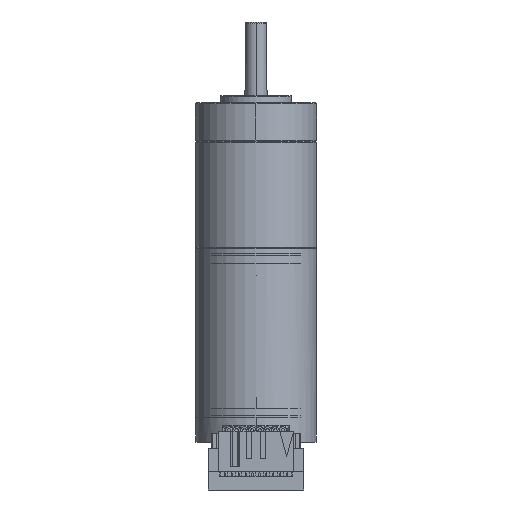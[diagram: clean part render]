
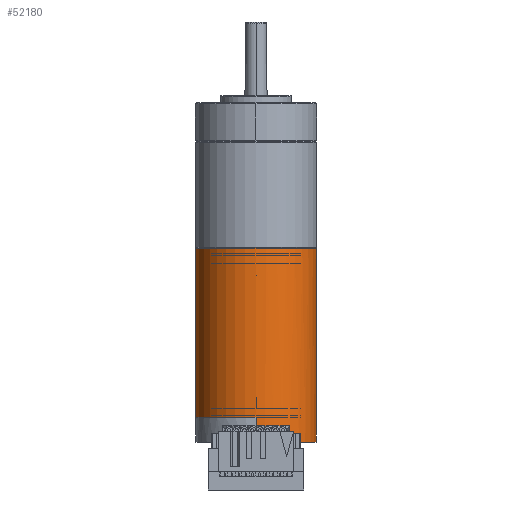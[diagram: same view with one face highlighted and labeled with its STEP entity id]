
A CAD part, front view. The second image highlights one B-rep face of the part: STEP entity #52180.
In plain terms, the highlighted cylindrical face has radius 11 mm (diameter 22 mm), a partial arc.
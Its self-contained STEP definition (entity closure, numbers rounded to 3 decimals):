
#15808=DIRECTION('',(0.,0.,-1.));
#15809=VECTOR('',#15808,30.8);
#15810=CARTESIAN_POINT('',(-11.,0.,30.8));
#15811=LINE('',#15810,#15809);
#15812=DIRECTION('',(0.,0.,1.));
#15813=VECTOR('',#15812,1.5);
#15814=CARTESIAN_POINT('',(0.,-11.,-1.5));
#15815=LINE('',#15814,#15813);
#15835=DIRECTION('',(0.,0.,1.));
#15836=VECTOR('',#15835,4.5);
#15837=CARTESIAN_POINT('',(0.,11.,-4.5));
#15838=LINE('',#15837,#15836);
#15839=CARTESIAN_POINT('',(0.,0.,0.));
#15840=DIRECTION('',(0.,0.,-1.));
#15841=DIRECTION('',(0.,1.,0.));
#15842=AXIS2_PLACEMENT_3D('',#15839,#15840,#15841);
#15844=DIRECTION('',(0.,0.,1.));
#15845=VECTOR('',#15844,30.8);
#15846=CARTESIAN_POINT('',(11.,0.,0.));
#15847=LINE('',#15846,#15845);
#15853=CARTESIAN_POINT('',(0.,0.,-4.5));
#15854=DIRECTION('',(0.,0.,-1.));
#15855=DIRECTION('',(0.,1.,0.));
#15856=AXIS2_PLACEMENT_3D('',#15853,#15854,#15855);
#15858=CARTESIAN_POINT('',(6.168,-9.108,-4.3));
#15859=CARTESIAN_POINT('',(6.235,-9.063,
-4.367));
#15860=CARTESIAN_POINT('',(6.301,-9.017,
-4.434));
#15861=CARTESIAN_POINT('',(6.368,-8.97,-4.5));
#15863=DIRECTION('',(0.,0.,-1.));
#15864=VECTOR('',#15863,2.8);
#15865=CARTESIAN_POINT('',(6.168,-9.108,-1.5));
#15866=LINE('',#15865,#15864);
#15867=CARTESIAN_POINT('',(0.,0.,-1.5));
#15868=DIRECTION('',(0.,0.,-1.));
#15869=DIRECTION('',(0.561,-0.828,0.));
#15870=AXIS2_PLACEMENT_3D('',#15867,#15868,#15869);
#15872=CARTESIAN_POINT('',(0.,0.,0.));
#15873=DIRECTION('',(0.,0.,-1.));
#15874=DIRECTION('',(0.,-1.,0.));
#15875=AXIS2_PLACEMENT_3D('',#15872,#15873,#15874);
#15877=CARTESIAN_POINT('',(0.,0.,30.8));
#15878=DIRECTION('',(0.,0.,-1.));
#15879=DIRECTION('',(1.,0.,0.));
#15880=AXIS2_PLACEMENT_3D('',#15877,#15878,#15879);
#29199=CARTESIAN_POINT('',(11.,0.,30.8));
#29200=CARTESIAN_POINT('',(-11.,0.,30.8));
#29201=VERTEX_POINT('',#29199);
#29202=VERTEX_POINT('',#29200);
#29461=CARTESIAN_POINT('',(6.168,-9.108,-1.5));
#29462=CARTESIAN_POINT('',(0.,-11.,-1.5));
#29463=VERTEX_POINT('',#29461);
#29464=VERTEX_POINT('',#29462);
#29541=VERTEX_POINT('',#15858);
#29542=VERTEX_POINT('',#15861);
#29543=CARTESIAN_POINT('',(0.,11.,-4.5));
#29544=VERTEX_POINT('',#29543);
#29557=CARTESIAN_POINT('',(0.,-11.,0.));
#29558=CARTESIAN_POINT('',(-11.,0.,0.));
#29559=VERTEX_POINT('',#29557);
#29560=VERTEX_POINT('',#29558);
#29561=CARTESIAN_POINT('',(0.,11.,0.));
#29562=CARTESIAN_POINT('',(11.,0.,0.));
#29563=VERTEX_POINT('',#29561);
#29564=VERTEX_POINT('',#29562);
#52158=CARTESIAN_POINT('',(0.,0.,31.29));
#52159=DIRECTION('',(0.,0.,-1.));
#52160=DIRECTION('',(1.,0.,0.));
#52161=AXIS2_PLACEMENT_3D('',#52158,#52159,#52160);
#52162=CYLINDRICAL_SURFACE('',#52161,11.);
#52163=ORIENTED_EDGE('',*,*,#52151,.F.);
#52164=ORIENTED_EDGE('',*,*,#52149,.F.);
#52165=ORIENTED_EDGE('',*,*,#52147,.F.);
#52167=ORIENTED_EDGE('',*,*,#52166,.T.);
#52169=ORIENTED_EDGE('',*,*,#52168,.F.);
#52171=ORIENTED_EDGE('',*,*,#52170,.F.);
#52172=ORIENTED_EDGE('',*,*,#52061,.T.);
#52173=ORIENTED_EDGE('',*,*,#52140,.T.);
#52174=ORIENTED_EDGE('',*,*,#52138,.T.);
#52175=ORIENTED_EDGE('',*,*,#52136,.F.);
#52177=ORIENTED_EDGE('',*,*,#52176,.F.);
#52178=EDGE_LOOP('',(#52163,#52164,#52165,#52167,#52169,#52171,#52172,#52173,
#52174,#52175,#52177));
#52179=FACE_OUTER_BOUND('',#52178,.F.);
#52180=ADVANCED_FACE('',(#52179),#52162,.T.);
#15843=CIRCLE('',#15842,11.);
#15857=CIRCLE('',#15856,11.);
#15862=B_SPLINE_CURVE_WITH_KNOTS('',3,(#15858,#15859,#15860,#15861),
.UNSPECIFIED.,.F.,.F.,(4,4),(0.,1.),.UNSPECIFIED.);
#15871=CIRCLE('',#15870,11.);
#15876=CIRCLE('',#15875,11.);
#15881=CIRCLE('',#15880,11.);
#52061=EDGE_CURVE('',#29463,#29464,#15871,.T.);
#52136=EDGE_CURVE('',#29202,#29560,#15811,.T.);
#52138=EDGE_CURVE('',#29559,#29560,#15876,.T.);
#52140=EDGE_CURVE('',#29464,#29559,#15815,.T.);
#52147=EDGE_CURVE('',#29544,#29563,#15838,.T.);
#52149=EDGE_CURVE('',#29563,#29564,#15843,.T.);
#52151=EDGE_CURVE('',#29564,#29201,#15847,.T.);
#52166=EDGE_CURVE('',#29544,#29542,#15857,.T.);
#52168=EDGE_CURVE('',#29541,#29542,#15862,.T.);
#52170=EDGE_CURVE('',#29463,#29541,#15866,.T.);
#52176=EDGE_CURVE('',#29201,#29202,#15881,.T.);
